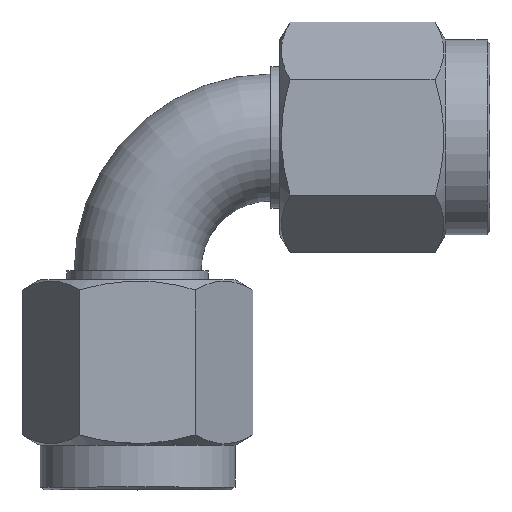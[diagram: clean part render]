
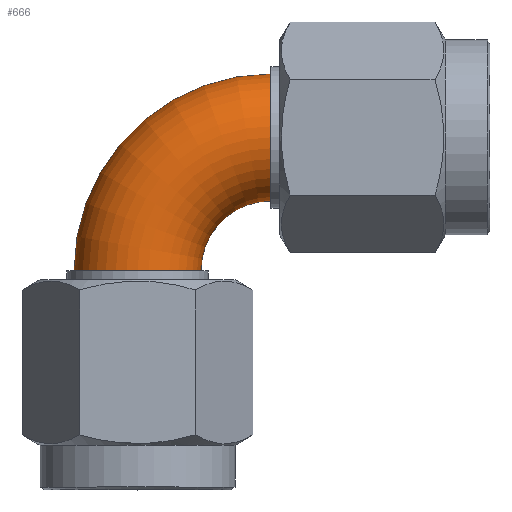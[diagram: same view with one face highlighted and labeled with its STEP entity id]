
A CAD part, top view. The second image highlights one B-rep face of the part: STEP entity #666.
In plain terms, the highlighted toroidal (fillet/blend) face has major radius 5.334 mm and minor radius 2.54 mm.
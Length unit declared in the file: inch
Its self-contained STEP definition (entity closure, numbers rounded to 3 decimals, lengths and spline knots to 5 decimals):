
#26 = DIRECTION ( 'NONE',  ( 0., 0., -1. ) ) ;
#109 = TOROIDAL_SURFACE ( 'NONE', #2531, 0.21, 0.1 ) ;
#247 = EDGE_CURVE ( 'NONE', #1134, #1178, #1185, .T. ) ;
#423 = EDGE_LOOP ( 'NONE', ( #1328, #2789, #521, #1672 ) ) ;
#436 = AXIS2_PLACEMENT_3D ( 'NONE', #2927, #1074, #1996 ) ;
#447 = CIRCLE ( 'NONE', #927, 0.1 ) ;
#468 = VERTEX_POINT ( 'NONE', #992 ) ;
#521 = ORIENTED_EDGE ( 'NONE', *, *, #1437, .T. ) ;
#637 = DIRECTION ( 'NONE',  ( 0., 1., 0. ) ) ;
#666 = ADVANCED_FACE ( 'NONE', ( #1207 ), #109, .T. ) ;
#724 = CIRCLE ( 'NONE', #436, 0.1 ) ;
#805 = DIRECTION ( 'NONE',  ( -1., 0., 0. ) ) ;
#808 = CARTESIAN_POINT ( 'NONE',  ( 0.21, 0.11, 0. ) ) ;
#814 = EDGE_CURVE ( 'NONE', #1178, #2414, #724, .T. ) ;
#927 = AXIS2_PLACEMENT_3D ( 'NONE', #1081, #637, #2003 ) ;
#935 = CARTESIAN_POINT ( 'NONE',  ( 0.21, 0.31, 0. ) ) ;
#992 = CARTESIAN_POINT ( 'NONE',  ( 0.1, 0., 0. ) ) ;
#1074 = DIRECTION ( 'NONE',  ( 1., 0., 0. ) ) ;
#1081 = CARTESIAN_POINT ( 'NONE',  ( 0., 0., 0. ) ) ;
#1125 = EDGE_CURVE ( 'NONE', #1134, #468, #447, .T. ) ;
#1134 = VERTEX_POINT ( 'NONE', #2922 ) ;
#1178 = VERTEX_POINT ( 'NONE', #935 ) ;
#1185 = CIRCLE ( 'NONE', #1235, 0.31 ) ;
#1189 = CARTESIAN_POINT ( 'NONE',  ( 0.21, 0., 0. ) ) ;
#1207 = FACE_OUTER_BOUND ( 'NONE', #423, .T. ) ;
#1235 = AXIS2_PLACEMENT_3D ( 'NONE', #1734, #2122, #805 ) ;
#1328 = ORIENTED_EDGE ( 'NONE', *, *, #247, .F. ) ;
#1410 = AXIS2_PLACEMENT_3D ( 'NONE', #1633, #1860, #2530 ) ;
#1437 = EDGE_CURVE ( 'NONE', #468, #2414, #2761, .T. ) ;
#1633 = CARTESIAN_POINT ( 'NONE',  ( 0.21, 0., 0. ) ) ;
#1672 = ORIENTED_EDGE ( 'NONE', *, *, #814, .F. ) ;
#1734 = CARTESIAN_POINT ( 'NONE',  ( 0.21, 0., 0. ) ) ;
#1860 = DIRECTION ( 'NONE',  ( 0., 0., -1. ) ) ;
#1996 = DIRECTION ( 'NONE',  ( 0., 0., 1. ) ) ;
#2003 = DIRECTION ( 'NONE',  ( 0., 0., 1. ) ) ;
#2122 = DIRECTION ( 'NONE',  ( 0., 0., -1. ) ) ;
#2414 = VERTEX_POINT ( 'NONE', #808 ) ;
#2530 = DIRECTION ( 'NONE',  ( -1., 0., 0. ) ) ;
#2531 = AXIS2_PLACEMENT_3D ( 'NONE', #1189, #26, #2557 ) ;
#2557 = DIRECTION ( 'NONE',  ( -1., 0., 0. ) ) ;
#2761 = CIRCLE ( 'NONE', #1410, 0.11 ) ;
#2789 = ORIENTED_EDGE ( 'NONE', *, *, #1125, .T. ) ;
#2922 = CARTESIAN_POINT ( 'NONE',  ( -0.1, 0., 0. ) ) ;
#2927 = CARTESIAN_POINT ( 'NONE',  ( 0.21, 0.21, 0. ) ) ;
